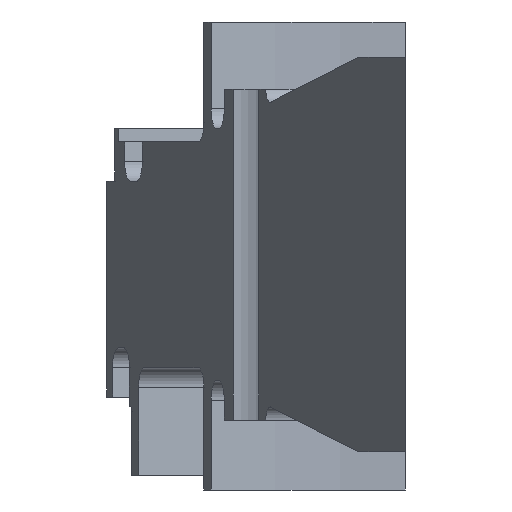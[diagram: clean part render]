
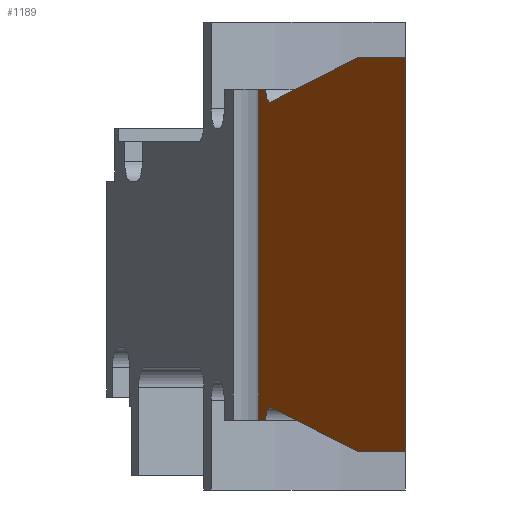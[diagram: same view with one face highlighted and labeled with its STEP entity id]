
A CAD part, left-side view. The second image highlights one B-rep face of the part: STEP entity #1189.
In plain terms, the highlighted planar face has unit normal (-0.294, 0.956, 0).
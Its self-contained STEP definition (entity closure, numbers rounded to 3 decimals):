
#24=PLANE('',#27);
#25=CARTESIAN_POINT('',(18.423,-0.047,5.736));
#26=DIRECTION('',(0.,1.,0.));
#27=AXIS2_PLACEMENT_3D('',#25,#26,$);
#59=PLANE('',#62);
#60=CARTESIAN_POINT('',(24.594,7.52,8.025));
#61=DIRECTION('',(0.294,-0.956,0.));
#62=AXIS2_PLACEMENT_3D('',#60,#61,$);
#292=CYLINDRICAL_SURFACE('',#296,1.133);
#293=CARTESIAN_POINT('',(13.054,4.202,11.163));
#294=DIRECTION('',(0.,0.,-1.));
#295=DIRECTION('',(1.077,0.35,0.));
#296=AXIS2_PLACEMENT_3D('',#293,#294,#295);
#301=PLANE('',#304);
#302=CARTESIAN_POINT('',(13.812,-0.047,1.969));
#303=DIRECTION('',(0.,0.,-1.));
#304=AXIS2_PLACEMENT_3D('',#302,#303,$);
#310=LINE('',#312,#313);
#311=DIRECTION('',(0.,0.,-1.));
#312=CARTESIAN_POINT('',(12.056,3.666,11.163));
#313=VECTOR('',#311,1.);
#314=PLANE('',#317);
#315=CARTESIAN_POINT('',(13.812,-0.047,10.357));
#316=DIRECTION('',(0.,0.,1.));
#317=AXIS2_PLACEMENT_3D('',#315,#316,$);
#323=LINE('',#325,#326);
#324=DIRECTION('',(-0.956,-0.294,0.));
#325=CARTESIAN_POINT('',(14.907,4.542,10.357));
#326=VECTOR('',#324,1.);
#327=TOROIDAL_SURFACE('',#330,11.664,0.39);
#328=CARTESIAN_POINT('',(-0.023,-0.047,10.411));
#329=DIRECTION('',(0.,0.,1.));
#330=AXIS2_PLACEMENT_3D('',#328,#329,$);
#350=LINE('',#352,#353);
#351=DIRECTION('',(0.956,0.294,0.));
#352=CARTESIAN_POINT('',(11.495,3.493,1.969));
#353=VECTOR('',#351,1.);
#354=TOROIDAL_SURFACE('',#357,11.664,0.39);
#355=CARTESIAN_POINT('',(-0.023,-0.047,1.914));
#356=DIRECTION('',(0.,0.,1.));
#357=AXIS2_PLACEMENT_3D('',#355,#356,$);
#358=CIRCLE('',#359,0.39);
#359=AXIS2_PLACEMENT_3D('',#360,#361,#362);
#360=CARTESIAN_POINT('',(11.126,3.38,1.914));
#361=DIRECTION('',(-0.294,0.956,0.));
#362=DIRECTION('',(-0.373,-0.115,0.));
#363=CONICAL_SURFACE('',#367,7.799,81.501);
#364=DIRECTION('',(0.,0.,1.));
#365=CARTESIAN_POINT('',(-0.023,-0.047,1.73));
#366=DIRECTION('',(7.799,0.,0.));
#367=AXIS2_PLACEMENT_3D('',#365,#364,#366);
#368=LINE('',#370,#371);
#369=DIRECTION('',(0.945,0.291,0.148));
#370=CARTESIAN_POINT('',(3.8,1.128,1.163));
#371=VECTOR('',#369,1.);
#372=PLANE('',#375);
#373=CARTESIAN_POINT('',(1.977,-0.047,1.163));
#374=DIRECTION('',(0.,0.,-1.));
#375=AXIS2_PLACEMENT_3D('',#373,#374,$);
#376=LINE('',#378,#379);
#377=DIRECTION('',(0.956,0.294,0.));
#378=CARTESIAN_POINT('',(-0.023,-0.047,1.163));
#379=VECTOR('',#377,1.);
#380=LINE('',#382,#383);
#381=DIRECTION('',(0.,0.,-1.));
#382=CARTESIAN_POINT('',(-0.023,-0.047,11.163));
#383=VECTOR('',#381,1.);
#384=PLANE('',#387);
#385=CARTESIAN_POINT('',(1.977,-0.047,11.163));
#386=DIRECTION('',(0.,0.,1.));
#387=AXIS2_PLACEMENT_3D('',#385,#386,$);
#388=LINE('',#390,#391);
#389=DIRECTION('',(-0.956,-0.294,0.));
#390=CARTESIAN_POINT('',(3.8,1.128,11.163));
#391=VECTOR('',#389,1.);
#392=CONICAL_SURFACE('',#396,7.799,81.501);
#393=DIRECTION('',(0.,0.,-1.));
#394=CARTESIAN_POINT('',(-0.023,-0.047,10.595));
#395=DIRECTION('',(7.799,0.,0.));
#396=AXIS2_PLACEMENT_3D('',#394,#393,#395);
#397=LINE('',#399,#400);
#398=DIRECTION('',(-0.945,-0.291,0.148));
#399=CARTESIAN_POINT('',(11.063,3.36,10.027));
#400=VECTOR('',#398,1.);
#401=CIRCLE('',#402,0.39);
#402=AXIS2_PLACEMENT_3D('',#403,#404,#405);
#403=CARTESIAN_POINT('',(11.126,3.38,10.411));
#404=DIRECTION('',(-0.294,0.956,0.));
#405=DIRECTION('',(-0.373,-0.115,0.));
#1152=VERTEX_POINT('',#1153);
#1153=CARTESIAN_POINT('',(12.056,3.666,1.969));
#1155=EDGE_CURVE('',#1157,#1152,#1156,.T.);
#1156=INTERSECTION_CURVE('',#310,(#292,#59),.CURVE_3D.);
#1157=VERTEX_POINT('',#1158);
#1158=CARTESIAN_POINT('',(12.056,3.666,10.357));
#1167=EDGE_CURVE('',#1157,#1169,#1168,.T.);
#1168=INTERSECTION_CURVE('',#323,(#314,#59),.CURVE_3D.);
#1169=VERTEX_POINT('',#1170);
#1170=CARTESIAN_POINT('',(11.495,3.493,10.357));
#1189=ADVANCED_FACE('',(#1190),#59,.F.);
#1190=FACE_BOUND('',#1191,.T.);
#1191=EDGE_LOOP('',(#1192,#1193,#1198,#1203,#1208,#1213,#1218,#1223,#1228,
#1231));
#1192=ORIENTED_EDGE('',*,*,#1155,.T.);
#1193=ORIENTED_EDGE('',*,*,#1194,.F.);
#1194=EDGE_CURVE('',#1196,#1152,#1195,.T.);
#1195=INTERSECTION_CURVE('',#350,(#59,#301),.CURVE_3D.);
#1196=VERTEX_POINT('',#1197);
#1197=CARTESIAN_POINT('',(11.495,3.493,1.969));
#1198=ORIENTED_EDGE('',*,*,#1199,.F.);
#1199=EDGE_CURVE('',#1201,#1196,#1200,.T.);
#1200=INTERSECTION_CURVE('',#358,(#59,#354),.CURVE_3D.);
#1201=VERTEX_POINT('',#1202);
#1202=CARTESIAN_POINT('',(11.063,3.36,2.298));
#1203=ORIENTED_EDGE('',*,*,#1204,.F.);
#1204=EDGE_CURVE('',#1206,#1201,#1205,.T.);
#1205=INTERSECTION_CURVE('',#368,(#59,#363),.CURVE_3D.);
#1206=VERTEX_POINT('',#1207);
#1207=CARTESIAN_POINT('',(3.8,1.128,1.163));
#1208=ORIENTED_EDGE('',*,*,#1209,.F.);
#1209=EDGE_CURVE('',#1211,#1206,#1210,.T.);
#1210=INTERSECTION_CURVE('',#376,(#59,#372),.CURVE_3D.);
#1211=VERTEX_POINT('',#1212);
#1212=CARTESIAN_POINT('',(-0.023,-0.047,1.163));
#1213=ORIENTED_EDGE('',*,*,#1214,.F.);
#1214=EDGE_CURVE('',#1216,#1211,#1215,.T.);
#1215=INTERSECTION_CURVE('',#380,(#59,#24),.CURVE_3D.);
#1216=VERTEX_POINT('',#1217);
#1217=CARTESIAN_POINT('',(-0.023,-0.047,11.163));
#1218=ORIENTED_EDGE('',*,*,#1219,.F.);
#1219=EDGE_CURVE('',#1221,#1216,#1220,.T.);
#1220=INTERSECTION_CURVE('',#388,(#59,#384),.CURVE_3D.);
#1221=VERTEX_POINT('',#1222);
#1222=CARTESIAN_POINT('',(3.8,1.128,11.163));
#1223=ORIENTED_EDGE('',*,*,#1224,.F.);
#1224=EDGE_CURVE('',#1226,#1221,#1225,.T.);
#1225=INTERSECTION_CURVE('',#397,(#59,#392),.CURVE_3D.);
#1226=VERTEX_POINT('',#1227);
#1227=CARTESIAN_POINT('',(11.063,3.36,10.027));
#1228=ORIENTED_EDGE('',*,*,#1229,.F.);
#1229=EDGE_CURVE('',#1169,#1226,#1230,.T.);
#1230=INTERSECTION_CURVE('',#401,(#59,#327),.CURVE_3D.);
#1231=ORIENTED_EDGE('',*,*,#1167,.F.);
